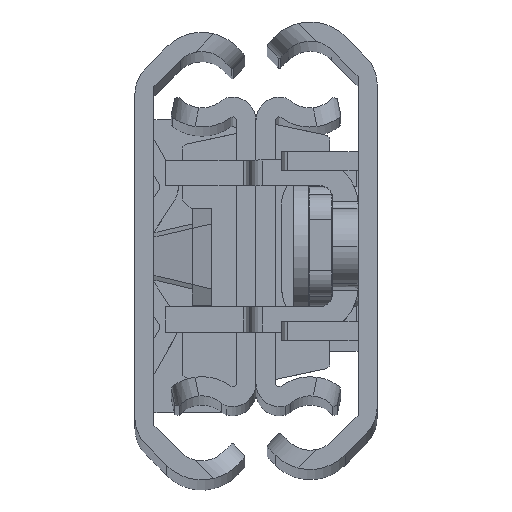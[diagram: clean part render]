
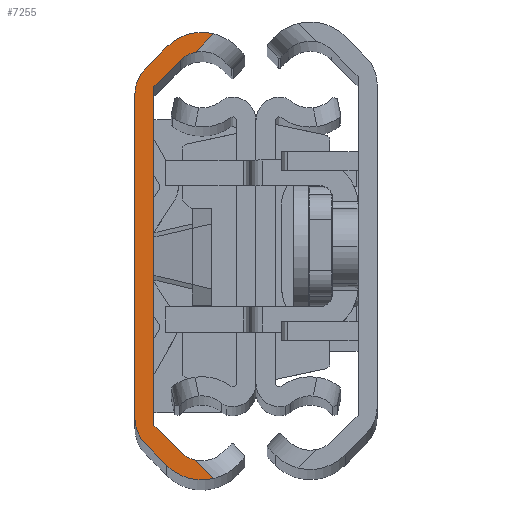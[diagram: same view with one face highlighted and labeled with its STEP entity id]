
A CAD part, top view. The second image highlights one B-rep face of the part: STEP entity #7255.
In plain terms, the highlighted planar face has unit normal (0, 0, 1).
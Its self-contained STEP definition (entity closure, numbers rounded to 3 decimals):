
#172 = DIRECTION ( 'NONE',  ( 0., -1., 0. ) ) ;
#266 = VERTEX_POINT ( 'NONE', #7094 ) ;
#290 = CIRCLE ( 'NONE', #4255, 2.38 ) ;
#344 = DIRECTION ( 'NONE',  ( 1., 0., 0. ) ) ;
#400 = EDGE_CURVE ( 'NONE', #7563, #9271, #290, .T. ) ;
#615 = ORIENTED_EDGE ( 'NONE', *, *, #7169, .T. ) ;
#652 = VERTEX_POINT ( 'NONE', #1779 ) ;
#928 = VERTEX_POINT ( 'NONE', #2590 ) ;
#1059 = LINE ( 'NONE', #12843, #12003 ) ;
#1105 = CARTESIAN_POINT ( 'NONE',  ( 0.708, 13.456, 0. ) ) ;
#1190 = DIRECTION ( 'NONE',  ( 0., 1., 0. ) ) ;
#1381 = VERTEX_POINT ( 'NONE', #2152 ) ;
#1414 = VERTEX_POINT ( 'NONE', #9454 ) ;
#1779 = CARTESIAN_POINT ( 'NONE',  ( 4.687, 17.435, 0. ) ) ;
#2015 = EDGE_CURVE ( 'NONE', #4814, #266, #1059, .T. ) ;
#2097 = AXIS2_PLACEMENT_3D ( 'NONE', #7729, #10485, #2752 ) ;
#2152 = CARTESIAN_POINT ( 'NONE',  ( 4.687, -17.435, 0. ) ) ;
#2192 = EDGE_CURVE ( 'NONE', #2513, #4814, #12193, .T. ) ;
#2249 = AXIS2_PLACEMENT_3D ( 'NONE', #5205, #9260, #8158 ) ;
#2404 = CIRCLE ( 'NONE', #11404, 3.88 ) ;
#2513 = VERTEX_POINT ( 'NONE', #8050 ) ;
#2590 = CARTESIAN_POINT ( 'NONE',  ( -1.5, 12.665, 0. ) ) ;
#2609 = EDGE_CURVE ( 'NONE', #10189, #652, #7249, .T. ) ;
#2739 = CARTESIAN_POINT ( 'NONE',  ( 1.5, -12.665, 0. ) ) ;
#2752 = DIRECTION ( 'NONE',  ( 1., 0., 0. ) ) ;
#2904 = CARTESIAN_POINT ( 'NONE',  ( 3.248, 15.996, 0. ) ) ;
#3130 = ORIENTED_EDGE ( 'NONE', *, *, #12531, .T. ) ;
#3132 = ORIENTED_EDGE ( 'NONE', *, *, #2015, .T. ) ;
#3294 = DIRECTION ( 'NONE',  ( 0., 0., 1. ) ) ;
#3374 = DIRECTION ( 'NONE',  ( 1., 0., 0. ) ) ;
#3478 = ORIENTED_EDGE ( 'NONE', *, *, #9416, .T. ) ;
#3523 = EDGE_CURVE ( 'NONE', #12579, #5981, #6395, .T. ) ;
#3947 = LINE ( 'NONE', #9957, #11698 ) ;
#4176 = DIRECTION ( 'NONE',  ( -0.707, -0.707, 0. ) ) ;
#4255 = AXIS2_PLACEMENT_3D ( 'NONE', #8278, #7290, #3374 ) ;
#4406 = ORIENTED_EDGE ( 'NONE', *, *, #10890, .T. ) ;
#4414 = FACE_OUTER_BOUND ( 'NONE', #4556, .T. ) ;
#4445 = AXIS2_PLACEMENT_3D ( 'NONE', #2739, #6726, #10719 ) ;
#4533 = DIRECTION ( 'NONE',  ( -0.707, 0.707, 0. ) ) ;
#4556 = EDGE_LOOP ( 'NONE', ( #3130, #7794, #12082, #12230, #7969, #3132, #615, #7360, #8533, #7190, #11049, #12806, #4406, #3478 ) ) ;
#4814 = VERTEX_POINT ( 'NONE', #11313 ) ;
#4873 = DIRECTION ( 'NONE',  ( 0., 0., -1. ) ) ;
#4901 = VECTOR ( 'NONE', #4176, 1000. ) ;
#5205 = CARTESIAN_POINT ( 'NONE',  ( 1.5, 12.665, 0. ) ) ;
#5296 = CARTESIAN_POINT ( 'NONE',  ( -0.621, -14.786, 0. ) ) ;
#5750 = EDGE_CURVE ( 'NONE', #1381, #7563, #7471, .T. ) ;
#5913 = LINE ( 'NONE', #9902, #6074 ) ;
#5921 = VECTOR ( 'NONE', #1190, 1000. ) ;
#5981 = VERTEX_POINT ( 'NONE', #6931 ) ;
#6074 = VECTOR ( 'NONE', #172, 1000. ) ;
#6395 = LINE ( 'NONE', #12108, #4901 ) ;
#6424 = CARTESIAN_POINT ( 'NONE',  ( 3.75, -13.67, 0. ) ) ;
#6726 = DIRECTION ( 'NONE',  ( 0., 0., 1. ) ) ;
#6931 = CARTESIAN_POINT ( 'NONE',  ( -0.621, 14.786, 0. ) ) ;
#7094 = CARTESIAN_POINT ( 'NONE',  ( 2.067, 15.353, 0. ) ) ;
#7169 = EDGE_CURVE ( 'NONE', #266, #10189, #8530, .T. ) ;
#7190 = ORIENTED_EDGE ( 'NONE', *, *, #3523, .T. ) ;
#7194 = DIRECTION ( 'NONE',  ( 0.707, -0.707, 0. ) ) ;
#7249 = LINE ( 'NONE', #1105, #12222 ) ;
#7255 = ADVANCED_FACE ( 'NONE', ( #4414 ), #12277, .T. ) ;
#7260 = LINE ( 'NONE', #5296, #8565 ) ;
#7290 = DIRECTION ( 'NONE',  ( 0., 0., -1. ) ) ;
#7360 = ORIENTED_EDGE ( 'NONE', *, *, #2609, .T. ) ;
#7471 = LINE ( 'NONE', #9371, #10617 ) ;
#7539 = DIRECTION ( 'NONE',  ( 0., 0., 1. ) ) ;
#7542 = AXIS2_PLACEMENT_3D ( 'NONE', #12646, #7539, #11677 ) ;
#7563 = VERTEX_POINT ( 'NONE', #11088 ) ;
#7678 = AXIS2_PLACEMENT_3D ( 'NONE', #9007, #4873, #8943 ) ;
#7729 = CARTESIAN_POINT ( 'NONE',  ( 3.75, 13.67, 0. ) ) ;
#7734 = CIRCLE ( 'NONE', #2097, 3.88 ) ;
#7794 = ORIENTED_EDGE ( 'NONE', *, *, #5750, .T. ) ;
#7969 = ORIENTED_EDGE ( 'NONE', *, *, #2192, .T. ) ;
#7994 = DIRECTION ( 'NONE',  ( 0.707, 0.707, 0. ) ) ;
#8050 = CARTESIAN_POINT ( 'NONE',  ( 0., -13.286, 0. ) ) ;
#8158 = DIRECTION ( 'NONE',  ( 1., 0., 0. ) ) ;
#8237 = CARTESIAN_POINT ( 'NONE',  ( 1.006, -16.414, 0. ) ) ;
#8278 = CARTESIAN_POINT ( 'NONE',  ( 3.75, -13.67, 0. ) ) ;
#8530 = CIRCLE ( 'NONE', #7678, 2.38 ) ;
#8533 = ORIENTED_EDGE ( 'NONE', *, *, #10344, .T. ) ;
#8565 = VECTOR ( 'NONE', #7194, 1000. ) ;
#8625 = VERTEX_POINT ( 'NONE', #9263 ) ;
#8829 = EDGE_CURVE ( 'NONE', #9271, #2513, #3947, .T. ) ;
#8943 = DIRECTION ( 'NONE',  ( 1., 0., 0. ) ) ;
#9007 = CARTESIAN_POINT ( 'NONE',  ( 3.75, 13.67, 0. ) ) ;
#9260 = DIRECTION ( 'NONE',  ( 0., 0., 1. ) ) ;
#9263 = CARTESIAN_POINT ( 'NONE',  ( -0.621, -14.786, 0. ) ) ;
#9271 = VERTEX_POINT ( 'NONE', #10801 ) ;
#9371 = CARTESIAN_POINT ( 'NONE',  ( -11.956, -0.792, 0. ) ) ;
#9416 = EDGE_CURVE ( 'NONE', #8625, #9821, #7260, .T. ) ;
#9454 = CARTESIAN_POINT ( 'NONE',  ( -1.5, -12.665, 0. ) ) ;
#9821 = VERTEX_POINT ( 'NONE', #8237 ) ;
#9902 = CARTESIAN_POINT ( 'NONE',  ( -1.5, 0., 0. ) ) ;
#9920 = CARTESIAN_POINT ( 'NONE',  ( 1.006, 16.414, 0. ) ) ;
#9957 = CARTESIAN_POINT ( 'NONE',  ( 2.067, -15.353, 0. ) ) ;
#10189 = VERTEX_POINT ( 'NONE', #2904 ) ;
#10344 = EDGE_CURVE ( 'NONE', #652, #12579, #7734, .T. ) ;
#10398 = EDGE_CURVE ( 'NONE', #5981, #928, #11731, .T. ) ;
#10485 = DIRECTION ( 'NONE',  ( 0., 0., 1. ) ) ;
#10617 = VECTOR ( 'NONE', #4533, 1000. ) ;
#10707 = CIRCLE ( 'NONE', #4445, 3. ) ;
#10719 = DIRECTION ( 'NONE',  ( 1., 0., 0. ) ) ;
#10801 = CARTESIAN_POINT ( 'NONE',  ( 2.067, -15.353, 0. ) ) ;
#10882 = DIRECTION ( 'NONE',  ( -0.707, 0.707, 0. ) ) ;
#10890 = EDGE_CURVE ( 'NONE', #1414, #8625, #10707, .T. ) ;
#11049 = ORIENTED_EDGE ( 'NONE', *, *, #10398, .T. ) ;
#11088 = CARTESIAN_POINT ( 'NONE',  ( 3.248, -15.996, 0. ) ) ;
#11313 = CARTESIAN_POINT ( 'NONE',  ( 0., 13.286, 0. ) ) ;
#11404 = AXIS2_PLACEMENT_3D ( 'NONE', #6424, #3294, #344 ) ;
#11677 = DIRECTION ( 'NONE',  ( 1., 0., 0. ) ) ;
#11698 = VECTOR ( 'NONE', #10882, 1000. ) ;
#11731 = CIRCLE ( 'NONE', #7542, 3. ) ;
#11939 = EDGE_CURVE ( 'NONE', #928, #1414, #5913, .T. ) ;
#12003 = VECTOR ( 'NONE', #7994, 1000. ) ;
#12082 = ORIENTED_EDGE ( 'NONE', *, *, #400, .T. ) ;
#12108 = CARTESIAN_POINT ( 'NONE',  ( -0.621, 14.786, 0. ) ) ;
#12193 = LINE ( 'NONE', #12387, #5921 ) ;
#12222 = VECTOR ( 'NONE', #12242, 1000. ) ;
#12230 = ORIENTED_EDGE ( 'NONE', *, *, #8829, .T. ) ;
#12242 = DIRECTION ( 'NONE',  ( 0.707, 0.707, 0. ) ) ;
#12277 = PLANE ( 'NONE',  #2249 ) ;
#12387 = CARTESIAN_POINT ( 'NONE',  ( 0., 13.286, 0. ) ) ;
#12531 = EDGE_CURVE ( 'NONE', #9821, #1381, #2404, .T. ) ;
#12579 = VERTEX_POINT ( 'NONE', #9920 ) ;
#12646 = CARTESIAN_POINT ( 'NONE',  ( 1.5, 12.665, 0. ) ) ;
#12806 = ORIENTED_EDGE ( 'NONE', *, *, #11939, .T. ) ;
#12843 = CARTESIAN_POINT ( 'NONE',  ( 2.067, 15.353, 0. ) ) ;
